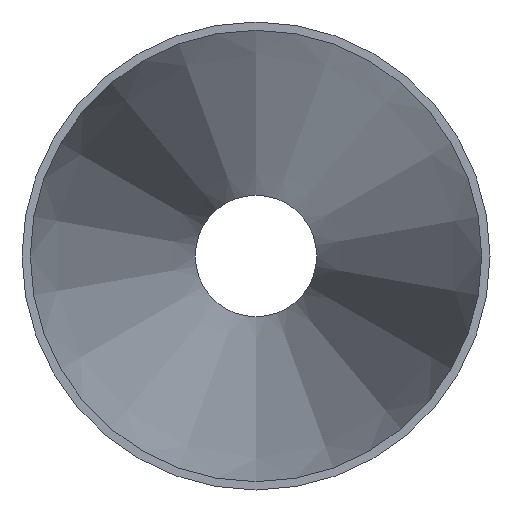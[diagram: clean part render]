
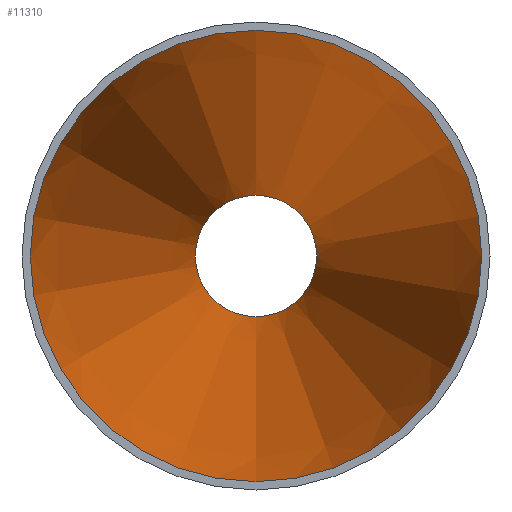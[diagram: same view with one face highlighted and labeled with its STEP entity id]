
A CAD part, front view. The second image highlights one B-rep face of the part: STEP entity #11310.
In plain terms, the highlighted conical face has half-angle 9.455 degrees and reference radius 55.123 mm.
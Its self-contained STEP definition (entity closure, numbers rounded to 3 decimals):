
#725 = EDGE_LOOP ( 'NONE', ( #15021 ) ) ;
#853 = FACE_OUTER_BOUND ( 'NONE', #725, .T. ) ;
#1386 = DIRECTION ( 'NONE',  ( 0., -1., 0. ) ) ;
#2384 = FACE_BOUND ( 'NONE', #8223, .T. ) ;
#2525 = VERTEX_POINT ( 'NONE', #12626 ) ;
#3644 = EDGE_CURVE ( 'NONE', #2525, #2525, #5626, .T. ) ;
#4093 = DIRECTION ( 'NONE',  ( 0., 0., -1. ) ) ;
#4188 = VERTEX_POINT ( 'NONE', #18062 ) ;
#5052 = CONICAL_SURFACE ( 'NONE', #14629, 55.122, 0.165 ) ;
#5188 = DIRECTION ( 'NONE',  ( 0., 0., -1. ) ) ;
#5626 = CIRCLE ( 'NONE', #13055, 14.822 ) ;
#8092 = DIRECTION ( 'NONE',  ( 0., -1., 0. ) ) ;
#8223 = EDGE_LOOP ( 'NONE', ( #16073 ) ) ;
#8314 = DIRECTION ( 'NONE',  ( 0., -1., 0. ) ) ;
#9367 = CARTESIAN_POINT ( 'NONE',  ( 0., 0., 0. ) ) ;
#9579 = CARTESIAN_POINT ( 'NONE',  ( 0., 0., 0. ) ) ;
#11310 = ADVANCED_FACE ( 'NONE', ( #2384, #853 ), #5052, .F. ) ;
#11579 = EDGE_CURVE ( 'NONE', #4188, #4188, #15230, .T. ) ;
#11859 = AXIS2_PLACEMENT_3D ( 'NONE', #9367, #8092, #5188 ) ;
#12626 = CARTESIAN_POINT ( 'NONE',  ( 0., 242., -14.822 ) ) ;
#13055 = AXIS2_PLACEMENT_3D ( 'NONE', #17519, #1386, #4093 ) ;
#14629 = AXIS2_PLACEMENT_3D ( 'NONE', #9579, #8314, #15441 ) ;
#15021 = ORIENTED_EDGE ( 'NONE', *, *, #11579, .T. ) ;
#15230 = CIRCLE ( 'NONE', #11859, 55.122 ) ;
#15441 = DIRECTION ( 'NONE',  ( 0., 0., -1. ) ) ;
#16073 = ORIENTED_EDGE ( 'NONE', *, *, #3644, .F. ) ;
#17519 = CARTESIAN_POINT ( 'NONE',  ( 0., 242., 0. ) ) ;
#18062 = CARTESIAN_POINT ( 'NONE',  ( 0., 0., -55.122 ) ) ;
